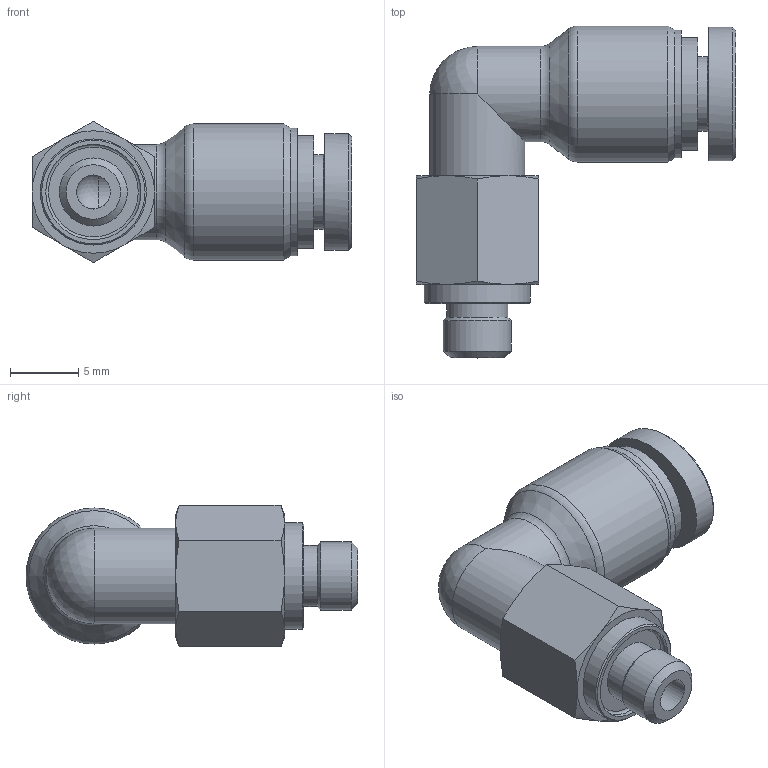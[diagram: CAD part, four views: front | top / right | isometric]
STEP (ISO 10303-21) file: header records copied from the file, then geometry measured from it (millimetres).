
FILE_DESCRIPTION((''),'2;1');
FILE_NAME('F-PL 04M5.stp','2020-11-24T17:58:54',('Administrator'),(''),'Autodesk Inventor 2013','Autodesk Inventor 2013','');
FILE_SCHEMA(('CONFIG_CONTROL_DESIGN'));
Length unit declared in the file: millimetre
Products named in the file (4): 조립품10; F-PL 04M5 BODY; F-BODY M5(SUS); F-SLEEVE 04(SUS)
Assembly tree (3 placements, depth 2):
  조립품10
    F-PL 04M5 BODY
    F-BODY M5(SUS)
    F-SLEEVE 04(SUS)
Bounding box: 23.5 x 24.4 x 10.39 mm (x, y, z)
Volume: 1716.6 mm3; surface area: 1788.7 mm2
Topology: 3 solids, 3 shells, 195 faces, 488 edges, 318 vertices
Faces by surface type: plane 105, bspline 51, cone 19, cylinder 15, torus 3, sphere 2
Full cylindrical faces by diameter (mm): 2.5 x2, 3.2 x1, 4.15 x1, 4.2 x1, 4.5 x1, 5 x1, 5.5 x1, 7 x3, 7.8 x1, 8.3 x1, 9.4 x1, 10 x1
Entity records: 5872 total; most frequent: CARTESIAN_POINT 1618, ORIENTED_EDGE 910, DIRECTION 680, EDGE_CURVE 455, VERTEX_POINT 311, VECTOR 278, LINE 278, EDGE_LOOP 246
